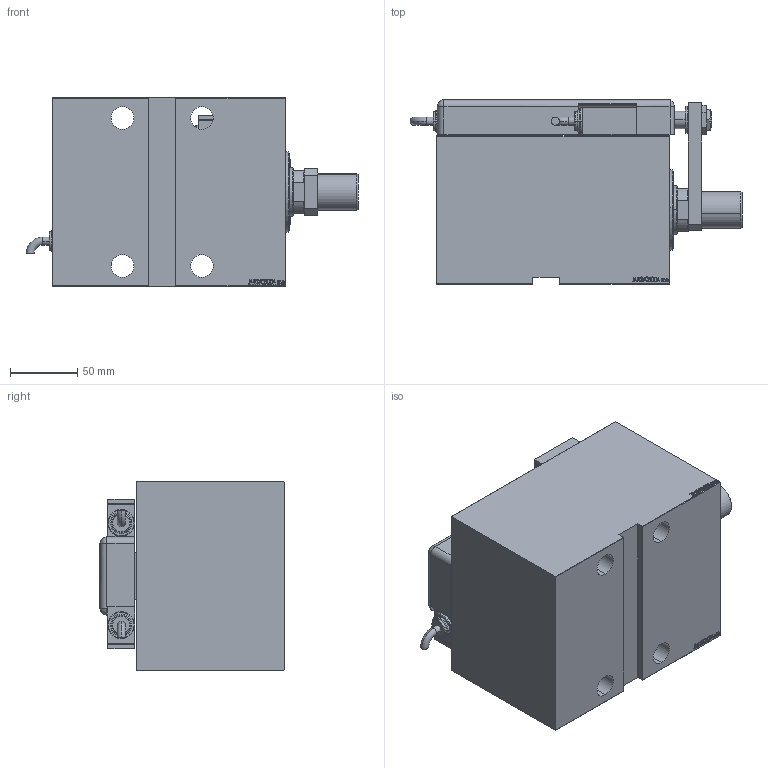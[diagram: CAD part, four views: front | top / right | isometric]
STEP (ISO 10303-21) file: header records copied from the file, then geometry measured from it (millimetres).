
FILE_DESCRIPTION (( 'STEP AP203' ), '1' );
FILE_NAME ('ddff.STEP', '2022-04-16T19:44:09', ( '' ), ( '' ), 'SwSTEP 2.0', 'SolidWorks 2019', '' );
FILE_SCHEMA (( 'CONFIG_CONTROL_DESIGN' ));
Length unit declared in the file: millimetre
Products named in the file (14): ZARAZKA_Q 8dedbf4e90c481f8bf7fb5ae79c0424c; V450CM_G_VCP 8dedbf4e90c481f8bf7fb5ae79c0424c; V450CM_G_Body 8dedbf4e90c481f8bf7fb5ae79c0424c; ddff; KRYT 8dedbf4e90c481f8bf7fb5ae79c0424c; MAGNETIC SWITCH Q 8dedbf4e90c481f8bf7fb5ae79c0424c; V450CM_VC_G 8dedbf4e90c481f8bf7fb5ae79c0424c; NUT_D19 8dedbf4e90c481f8bf7fb5ae79c0424c; TYC 8dedbf4e90c481f8bf7fb5ae79c0424c; SWITCH DIM A_G 8dedbf4e90c481f8bf7fb5ae79c0424c; NUT_D13 8dedbf4e90c481f8bf7fb5ae79c0424c; SWITCH_Q_FRONT_BACK 8dedbf4e90c481f8bf7fb5ae79c0424c; SWITCH Q 8dedbf4e90c481f8bf7fb5ae79c0424c; V450CM_MALE_METRIC 8dedbf4e90c481f8bf7fb5ae79c0424c
Assembly tree (14 placements, depth 3):
  ddff
    V450CM_G_Body 8dedbf4e90c481f8bf7fb5ae79c0424c
    V450CM_G_VCP 8dedbf4e90c481f8bf7fb5ae79c0424c
    V450CM_VC_G 8dedbf4e90c481f8bf7fb5ae79c0424c
    MAGNETIC SWITCH Q 8dedbf4e90c481f8bf7fb5ae79c0424c
      SWITCH_Q_FRONT_BACK 8dedbf4e90c481f8bf7fb5ae79c0424c
      TYC 8dedbf4e90c481f8bf7fb5ae79c0424c
      ZARAZKA_Q 8dedbf4e90c481f8bf7fb5ae79c0424c
      SWITCH DIM A_G 8dedbf4e90c481f8bf7fb5ae79c0424c
      NUT_D19 8dedbf4e90c481f8bf7fb5ae79c0424c
      NUT_D13 8dedbf4e90c481f8bf7fb5ae79c0424c
      KRYT 8dedbf4e90c481f8bf7fb5ae79c0424c
      SWITCH Q 8dedbf4e90c481f8bf7fb5ae79c0424c  x2
    V450CM_MALE_METRIC 8dedbf4e90c481f8bf7fb5ae79c0424c
Bounding box: 246.76 x 136.8 x 140 mm (x, y, z)
Volume: 2275297.4 mm3; surface area: 314526.3 mm2
Topology: 14 solids, 14 shells, 1238 faces, 3144 edges, 2075 vertices
Faces by surface type: plane 616, bspline 471, cylinder 99, cone 26, torus 24, sphere 2
Entity records: 58896 total; most frequent: CARTESIAN_POINT 31404, ORIENTED_EDGE 6092, DIRECTION 3824, EDGE_CURVE 3046, VERTEX_POINT 2015, LINE 1830, VECTOR 1830, EDGE_LOOP 1363
